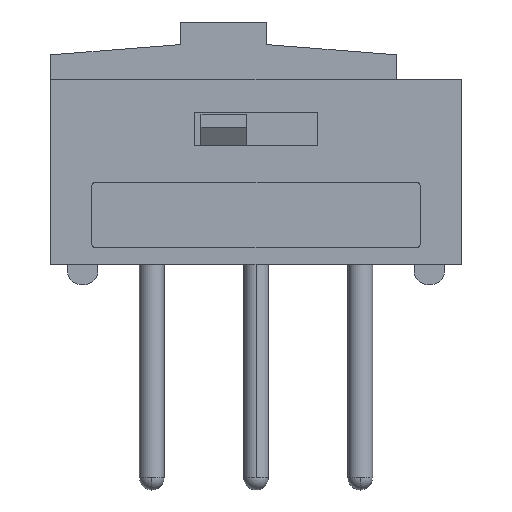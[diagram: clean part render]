
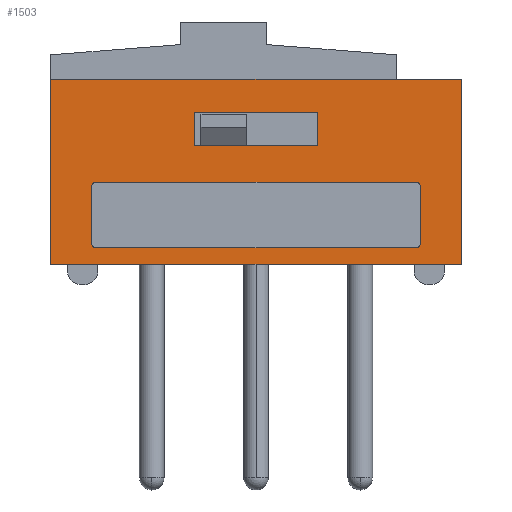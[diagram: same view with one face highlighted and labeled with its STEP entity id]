
A CAD part, top view. The second image highlights one B-rep face of the part: STEP entity #1503.
In plain terms, the highlighted planar face has unit normal (0, 0, 1).
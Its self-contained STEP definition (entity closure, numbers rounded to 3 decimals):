
#12 = VECTOR ( 'NONE', #7157, 1000. ) ;
#97 = VERTEX_POINT ( 'NONE', #3988 ) ;
#137 = VECTOR ( 'NONE', #3870, 1000. ) ;
#156 = PLANE ( 'NONE',  #6444 ) ;
#182 = ORIENTED_EDGE ( 'NONE', *, *, #2840, .F. ) ;
#183 = ORIENTED_EDGE ( 'NONE', *, *, #4889, .T. ) ;
#231 = FACE_BOUND ( 'NONE', #2932, .T. ) ;
#242 = VERTEX_POINT ( 'NONE', #1196 ) ;
#276 = EDGE_CURVE ( 'NONE', #4297, #2623, #490, .T. ) ;
#323 = VERTEX_POINT ( 'NONE', #5498 ) ;
#435 = ORIENTED_EDGE ( 'NONE', *, *, #3225, .F. ) ;
#471 = VECTOR ( 'NONE', #2999, 1000. ) ;
#490 = LINE ( 'NONE', #1726, #1091 ) ;
#578 = EDGE_CURVE ( 'NONE', #610, #6737, #1593, .T. ) ;
#610 = VERTEX_POINT ( 'NONE', #7126 ) ;
#752 = DIRECTION ( 'NONE',  ( 1., 0., 0. ) ) ;
#786 = LINE ( 'NONE', #5675, #4499 ) ;
#883 = VERTEX_POINT ( 'NONE', #5770 ) ;
#892 = VERTEX_POINT ( 'NONE', #7077 ) ;
#968 = CIRCLE ( 'NONE', #6606, 0.1 ) ;
#979 = CARTESIAN_POINT ( 'NONE',  ( 0., 2., 1.25 ) ) ;
#1061 = EDGE_CURVE ( 'NONE', #3616, #323, #1699, .T. ) ;
#1091 = VECTOR ( 'NONE', #7169, 1000. ) ;
#1196 = CARTESIAN_POINT ( 'NONE',  ( 4., 1.9, 1.25 ) ) ;
#1503 = ADVANCED_FACE ( 'NONE', ( #5676, #231, #3469 ), #156, .T. ) ;
#1565 = LINE ( 'NONE', #979, #3348 ) ;
#1588 = DIRECTION ( 'NONE',  ( 0., 0., -1. ) ) ;
#1593 = LINE ( 'NONE', #4320, #12 ) ;
#1632 = ORIENTED_EDGE ( 'NONE', *, *, #276, .F. ) ;
#1645 = VECTOR ( 'NONE', #4556, 1000. ) ;
#1699 = LINE ( 'NONE', #3884, #3436 ) ;
#1726 = CARTESIAN_POINT ( 'NONE',  ( -1.5, 3.7, 1.25 ) ) ;
#1744 = ORIENTED_EDGE ( 'NONE', *, *, #3472, .T. ) ;
#1756 = VECTOR ( 'NONE', #4845, 1000. ) ;
#1775 = DIRECTION ( 'NONE',  ( 1., 0., 0. ) ) ;
#2005 = LINE ( 'NONE', #3661, #5796 ) ;
#2021 = AXIS2_PLACEMENT_3D ( 'NONE', #2606, #6393, #2566 ) ;
#2099 = VECTOR ( 'NONE', #2665, 1000. ) ;
#2118 = CARTESIAN_POINT ( 'NONE',  ( -3.9, 1.9, 1.25 ) ) ;
#2193 = CARTESIAN_POINT ( 'NONE',  ( -1.5, 2.9, 1.25 ) ) ;
#2264 = EDGE_CURVE ( 'NONE', #3430, #5791, #1565, .T. ) ;
#2265 = CARTESIAN_POINT ( 'NONE',  ( -3.9, 0.5, 1.25 ) ) ;
#2350 = CARTESIAN_POINT ( 'NONE',  ( 0., 0.4, 1.25 ) ) ;
#2368 = CARTESIAN_POINT ( 'NONE',  ( -4.25, -0.15, 1.25 ) ) ;
#2490 = CARTESIAN_POINT ( 'NONE',  ( 3.9, 2., 1.25 ) ) ;
#2557 = DIRECTION ( 'NONE',  ( 0., 0., -1. ) ) ;
#2566 = DIRECTION ( 'NONE',  ( 1., 0., 0. ) ) ;
#2606 = CARTESIAN_POINT ( 'NONE',  ( 3.9, 0.5, 1.25 ) ) ;
#2623 = VERTEX_POINT ( 'NONE', #4052 ) ;
#2650 = LINE ( 'NONE', #5908, #1756 ) ;
#2665 = DIRECTION ( 'NONE',  ( 0., -1., 0. ) ) ;
#2699 = DIRECTION ( 'NONE',  ( 1., 0., 0. ) ) ;
#2731 = EDGE_CURVE ( 'NONE', #610, #3430, #3142, .T. ) ;
#2840 = EDGE_CURVE ( 'NONE', #2623, #892, #6065, .T. ) ;
#2932 = EDGE_LOOP ( 'NONE', ( #6143, #182, #1632, #435 ) ) ;
#2942 = LINE ( 'NONE', #2350, #1645 ) ;
#2999 = DIRECTION ( 'NONE',  ( -1., 0., 0. ) ) ;
#3017 = ORIENTED_EDGE ( 'NONE', *, *, #5869, .T. ) ;
#3025 = CARTESIAN_POINT ( 'NONE',  ( 3.9, 1.9, 1.25 ) ) ;
#3089 = CARTESIAN_POINT ( 'NONE',  ( -5., 4.5, 1.25 ) ) ;
#3110 = DIRECTION ( 'NONE',  ( 1., 0., 0. ) ) ;
#3141 = EDGE_CURVE ( 'NONE', #323, #883, #2005, .T. ) ;
#3142 = CIRCLE ( 'NONE', #3579, 0.1 ) ;
#3225 = EDGE_CURVE ( 'NONE', #4847, #4297, #786, .T. ) ;
#3313 = VERTEX_POINT ( 'NONE', #3089 ) ;
#3348 = VECTOR ( 'NONE', #7003, 1000. ) ;
#3352 = ORIENTED_EDGE ( 'NONE', *, *, #1061, .T. ) ;
#3402 = DIRECTION ( 'NONE',  ( 0., 0., -1. ) ) ;
#3430 = VERTEX_POINT ( 'NONE', #3804 ) ;
#3436 = VECTOR ( 'NONE', #1775, 1000. ) ;
#3469 = FACE_BOUND ( 'NONE', #4619, .T. ) ;
#3472 = EDGE_CURVE ( 'NONE', #3313, #3616, #4804, .T. ) ;
#3514 = EDGE_LOOP ( 'NONE', ( #3352, #5745, #183, #1744 ) ) ;
#3534 = CARTESIAN_POINT ( 'NONE',  ( 1.5, 3.7, 1.25 ) ) ;
#3579 = AXIS2_PLACEMENT_3D ( 'NONE', #2118, #1588, #2699 ) ;
#3588 = CARTESIAN_POINT ( 'NONE',  ( 1.5, 2.9, 1.25 ) ) ;
#3616 = VERTEX_POINT ( 'NONE', #6152 ) ;
#3635 = VERTEX_POINT ( 'NONE', #6302 ) ;
#3661 = CARTESIAN_POINT ( 'NONE',  ( 5., 4.5, 1.25 ) ) ;
#3804 = CARTESIAN_POINT ( 'NONE',  ( -3.9, 2., 1.25 ) ) ;
#3849 = DIRECTION ( 'NONE',  ( 1., 0., 0. ) ) ;
#3855 = EDGE_CURVE ( 'NONE', #242, #97, #2650, .T. ) ;
#3870 = DIRECTION ( 'NONE',  ( 1., 0., 0. ) ) ;
#3884 = CARTESIAN_POINT ( 'NONE',  ( -5., 0., 1.25 ) ) ;
#3988 = CARTESIAN_POINT ( 'NONE',  ( 4., 0.5, 1.25 ) ) ;
#4052 = CARTESIAN_POINT ( 'NONE',  ( -1.5, 3.7, 1.25 ) ) ;
#4095 = ORIENTED_EDGE ( 'NONE', *, *, #2264, .T. ) ;
#4172 = ORIENTED_EDGE ( 'NONE', *, *, #578, .F. ) ;
#4231 = ORIENTED_EDGE ( 'NONE', *, *, #5503, .T. ) ;
#4297 = VERTEX_POINT ( 'NONE', #3534 ) ;
#4320 = CARTESIAN_POINT ( 'NONE',  ( -4., 0., 1.25 ) ) ;
#4499 = VECTOR ( 'NONE', #5198, 1000. ) ;
#4556 = DIRECTION ( 'NONE',  ( 1., 0., 0. ) ) ;
#4619 = EDGE_LOOP ( 'NONE', ( #4172, #5668, #4095, #6210, #4739, #3017, #5101, #4231 ) ) ;
#4667 = DIRECTION ( 'NONE',  ( 0., 1., 0. ) ) ;
#4739 = ORIENTED_EDGE ( 'NONE', *, *, #3855, .T. ) ;
#4804 = LINE ( 'NONE', #6394, #2099 ) ;
#4845 = DIRECTION ( 'NONE',  ( 0., -1., 0. ) ) ;
#4847 = VERTEX_POINT ( 'NONE', #3588 ) ;
#4853 = DIRECTION ( 'NONE',  ( 0., -1., 0. ) ) ;
#4865 = EDGE_CURVE ( 'NONE', #6615, #3635, #2942, .T. ) ;
#4889 = EDGE_CURVE ( 'NONE', #883, #3313, #5830, .T. ) ;
#4949 = CARTESIAN_POINT ( 'NONE',  ( -1.5, 3.7, 1.25 ) ) ;
#5101 = ORIENTED_EDGE ( 'NONE', *, *, #4865, .F. ) ;
#5198 = DIRECTION ( 'NONE',  ( 0., 1., 0. ) ) ;
#5273 = CARTESIAN_POINT ( 'NONE',  ( -5., 4.5, 1.25 ) ) ;
#5498 = CARTESIAN_POINT ( 'NONE',  ( 5., 0., 1.25 ) ) ;
#5503 = EDGE_CURVE ( 'NONE', #6615, #6737, #968, .T. ) ;
#5551 = VECTOR ( 'NONE', #4853, 1000. ) ;
#5602 = LINE ( 'NONE', #2193, #137 ) ;
#5668 = ORIENTED_EDGE ( 'NONE', *, *, #2731, .T. ) ;
#5675 = CARTESIAN_POINT ( 'NONE',  ( 1.5, 3.7, 1.25 ) ) ;
#5676 = FACE_OUTER_BOUND ( 'NONE', #3514, .T. ) ;
#5698 = EDGE_CURVE ( 'NONE', #892, #4847, #5602, .T. ) ;
#5745 = ORIENTED_EDGE ( 'NONE', *, *, #3141, .T. ) ;
#5770 = CARTESIAN_POINT ( 'NONE',  ( 5., 4.5, 1.25 ) ) ;
#5775 = CARTESIAN_POINT ( 'NONE',  ( -4., 0.5, 1.25 ) ) ;
#5791 = VERTEX_POINT ( 'NONE', #2490 ) ;
#5796 = VECTOR ( 'NONE', #4667, 1000. ) ;
#5830 = LINE ( 'NONE', #5273, #471 ) ;
#5869 = EDGE_CURVE ( 'NONE', #97, #3635, #6734, .T. ) ;
#5908 = CARTESIAN_POINT ( 'NONE',  ( 4., 0., 1.25 ) ) ;
#6065 = LINE ( 'NONE', #4949, #5551 ) ;
#6143 = ORIENTED_EDGE ( 'NONE', *, *, #5698, .F. ) ;
#6152 = CARTESIAN_POINT ( 'NONE',  ( -5., 0., 1.25 ) ) ;
#6197 = DIRECTION ( 'NONE',  ( 0., 0., 1. ) ) ;
#6210 = ORIENTED_EDGE ( 'NONE', *, *, #6729, .T. ) ;
#6302 = CARTESIAN_POINT ( 'NONE',  ( 3.9, 0.4, 1.25 ) ) ;
#6393 = DIRECTION ( 'NONE',  ( 0., 0., -1. ) ) ;
#6394 = CARTESIAN_POINT ( 'NONE',  ( -5., 4.5, 1.25 ) ) ;
#6444 = AXIS2_PLACEMENT_3D ( 'NONE', #2368, #6197, #752 ) ;
#6606 = AXIS2_PLACEMENT_3D ( 'NONE', #2265, #3402, #3849 ) ;
#6615 = VERTEX_POINT ( 'NONE', #6969 ) ;
#6729 = EDGE_CURVE ( 'NONE', #5791, #242, #7015, .T. ) ;
#6734 = CIRCLE ( 'NONE', #2021, 0.1 ) ;
#6737 = VERTEX_POINT ( 'NONE', #5775 ) ;
#6969 = CARTESIAN_POINT ( 'NONE',  ( -3.9, 0.4, 1.25 ) ) ;
#7003 = DIRECTION ( 'NONE',  ( 1., 0., 0. ) ) ;
#7015 = CIRCLE ( 'NONE', #7113, 0.1 ) ;
#7077 = CARTESIAN_POINT ( 'NONE',  ( -1.5, 2.9, 1.25 ) ) ;
#7113 = AXIS2_PLACEMENT_3D ( 'NONE', #3025, #2557, #3110 ) ;
#7126 = CARTESIAN_POINT ( 'NONE',  ( -4., 1.9, 1.25 ) ) ;
#7157 = DIRECTION ( 'NONE',  ( 0., -1., 0. ) ) ;
#7169 = DIRECTION ( 'NONE',  ( -1., 0., 0. ) ) ;
